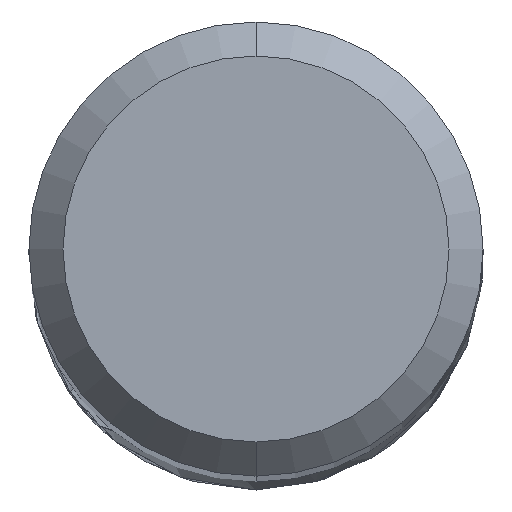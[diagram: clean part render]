
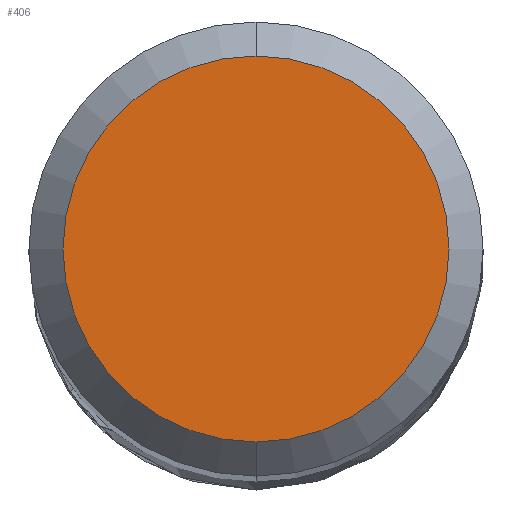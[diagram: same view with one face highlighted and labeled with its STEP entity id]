
A CAD part, top view. The second image highlights one B-rep face of the part: STEP entity #406.
In plain terms, the highlighted planar face has unit normal (0, 0, 1).
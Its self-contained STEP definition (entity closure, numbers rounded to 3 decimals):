
#376=VERTEX_POINT('',#1074);
#406=ADVANCED_FACE('',(#1106),#1107,.T.);
#488=EDGE_CURVE('',#970,#376,#1194,.T.);
#878=EDGE_CURVE('',#376,#970,#1618,.T.);
#970=VERTEX_POINT('',#1718);
#1074=CARTESIAN_POINT('',(0.0,1.7,0.0));
#1106=FACE_OUTER_BOUND('',#2041,.T.);
#1107=PLANE('',#2042);
#1194=CIRCLE('',#2306,1.7);
#1618=CIRCLE('',#5330,1.7);
#1718=CARTESIAN_POINT('',(0.,-1.7,0.0));
#2041=EDGE_LOOP('',(#7297,#7298));
#2042=AXIS2_PLACEMENT_3D('',#7299,#7300,#7301);
#2306=AXIS2_PLACEMENT_3D('',#7372,#7373,#7374);
#5330=AXIS2_PLACEMENT_3D('',#7810,#7811,#7812);
#7297=ORIENTED_EDGE('',*,*,#878,.F.);
#7298=ORIENTED_EDGE('',*,*,#488,.F.);
#7299=CARTESIAN_POINT('',(0.0,0.85,0.0));
#7300=DIRECTION('',(-0.0,0.0,1.0));
#7301=DIRECTION('',(0.0,-1.0,0.0));
#7372=CARTESIAN_POINT('',(0.0,0.0,0.0));
#7373=DIRECTION('',(0.0,0.0,-1.0));
#7374=DIRECTION('',(0.0,1.0,0.0));
#7810=CARTESIAN_POINT('',(0.0,0.0,0.0));
#7811=DIRECTION('',(0.0,0.0,-1.0));
#7812=DIRECTION('',(0.0,1.0,0.0));
